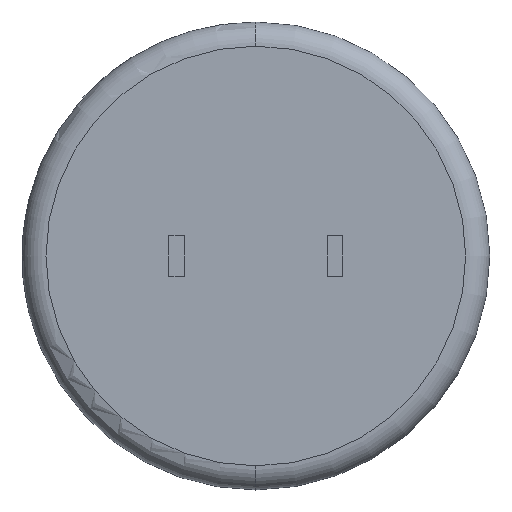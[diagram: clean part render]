
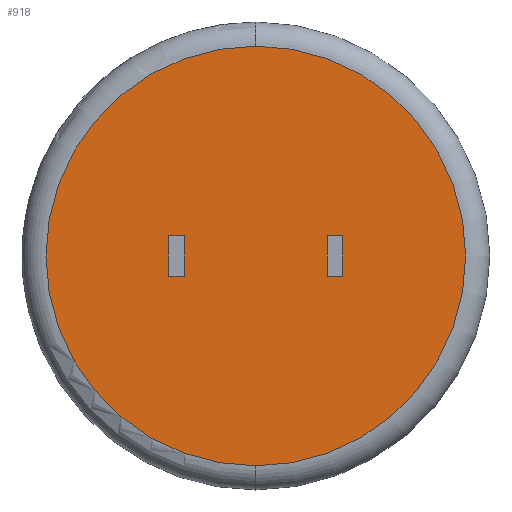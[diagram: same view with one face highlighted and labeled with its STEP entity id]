
A CAD part, front view. The second image highlights one B-rep face of the part: STEP entity #918.
In plain terms, the highlighted planar face has unit normal (0, -1, 0).
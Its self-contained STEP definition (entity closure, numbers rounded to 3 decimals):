
#20 = VECTOR ( 'NONE', #1095, 1000. ) ;
#36 = DIRECTION ( 'NONE',  ( 0., 0., 1. ) ) ;
#54 = DIRECTION ( 'NONE',  ( 1., 0., 0. ) ) ;
#125 = VERTEX_POINT ( 'NONE', #1613 ) ;
#194 = CARTESIAN_POINT ( 'NONE',  ( 2.29, 0., 0.65 ) ) ;
#208 = EDGE_LOOP ( 'NONE', ( #1245, #1227, #730, #2417 ) ) ;
#211 = LINE ( 'NONE', #976, #1667 ) ;
#214 = FACE_OUTER_BOUND ( 'NONE', #1201, .T. ) ;
#224 = DIRECTION ( 'NONE',  ( 0., 0., 1. ) ) ;
#294 = DIRECTION ( 'NONE',  ( 0., 0., 1. ) ) ;
#327 = DIRECTION ( 'NONE',  ( 0., -1., 0. ) ) ;
#432 = VECTOR ( 'NONE', #1023, 1000. ) ;
#443 = ORIENTED_EDGE ( 'NONE', *, *, #908, .F. ) ;
#470 = EDGE_CURVE ( 'NONE', #873, #488, #2509, .T. ) ;
#488 = VERTEX_POINT ( 'NONE', #2600 ) ;
#515 = ORIENTED_EDGE ( 'NONE', *, *, #2504, .F. ) ;
#557 = LINE ( 'NONE', #2424, #20 ) ;
#567 = CARTESIAN_POINT ( 'NONE',  ( -2.79, 0., -0.65 ) ) ;
#577 = ORIENTED_EDGE ( 'NONE', *, *, #1544, .F. ) ;
#579 = EDGE_CURVE ( 'NONE', #1188, #1954, #2276, .T. ) ;
#605 = CARTESIAN_POINT ( 'NONE',  ( 0., 0., 0. ) ) ;
#616 = PLANE ( 'NONE',  #2696 ) ;
#631 = ORIENTED_EDGE ( 'NONE', *, *, #1272, .T. ) ;
#645 = LINE ( 'NONE', #194, #1221 ) ;
#659 = DIRECTION ( 'NONE',  ( 0., -1., 0. ) ) ;
#722 = FACE_BOUND ( 'NONE', #208, .T. ) ;
#730 = ORIENTED_EDGE ( 'NONE', *, *, #579, .T. ) ;
#735 = DIRECTION ( 'NONE',  ( 0., 1., 0. ) ) ;
#755 = LINE ( 'NONE', #1263, #432 ) ;
#823 = DIRECTION ( 'NONE',  ( -1., 0., 0. ) ) ;
#868 = CARTESIAN_POINT ( 'NONE',  ( 0., 0., 0. ) ) ;
#873 = VERTEX_POINT ( 'NONE', #567 ) ;
#908 = EDGE_CURVE ( 'NONE', #2281, #125, #645, .T. ) ;
#918 = ADVANCED_FACE ( 'NONE', ( #214, #722, #1880 ), #616, .F. ) ;
#968 = VERTEX_POINT ( 'NONE', #2613 ) ;
#976 = CARTESIAN_POINT ( 'NONE',  ( 2.79, 0., 0. ) ) ;
#1023 = DIRECTION ( 'NONE',  ( 1., 0., 0. ) ) ;
#1038 = ORIENTED_EDGE ( 'NONE', *, *, #2312, .T. ) ;
#1043 = LINE ( 'NONE', #1897, #2701 ) ;
#1095 = DIRECTION ( 'NONE',  ( 1., 0., 0. ) ) ;
#1137 = EDGE_CURVE ( 'NONE', #488, #1188, #1404, .T. ) ;
#1188 = VERTEX_POINT ( 'NONE', #2206 ) ;
#1201 = EDGE_LOOP ( 'NONE', ( #631, #1038 ) ) ;
#1221 = VECTOR ( 'NONE', #823, 1000. ) ;
#1227 = ORIENTED_EDGE ( 'NONE', *, *, #1137, .T. ) ;
#1245 = ORIENTED_EDGE ( 'NONE', *, *, #470, .T. ) ;
#1263 = CARTESIAN_POINT ( 'NONE',  ( 2.29, 0., -0.65 ) ) ;
#1272 = EDGE_CURVE ( 'NONE', #2041, #2523, #2512, .T. ) ;
#1404 = LINE ( 'NONE', #2460, #2382 ) ;
#1405 = DIRECTION ( 'NONE',  ( 0., 0., 1. ) ) ;
#1415 = CARTESIAN_POINT ( 'NONE',  ( 0., 0., -6.726 ) ) ;
#1484 = ORIENTED_EDGE ( 'NONE', *, *, #2176, .F. ) ;
#1512 = AXIS2_PLACEMENT_3D ( 'NONE', #868, #659, #224 ) ;
#1534 = CARTESIAN_POINT ( 'NONE',  ( 2.79, 0., 0.65 ) ) ;
#1544 = EDGE_CURVE ( 'NONE', #125, #968, #1043, .T. ) ;
#1587 = CARTESIAN_POINT ( 'NONE',  ( -2.29, 0., 0.65 ) ) ;
#1613 = CARTESIAN_POINT ( 'NONE',  ( 2.29, 0., 0.65 ) ) ;
#1646 = EDGE_CURVE ( 'NONE', #873, #1954, #557, .T. ) ;
#1667 = VECTOR ( 'NONE', #2481, 1000. ) ;
#1709 = VECTOR ( 'NONE', #1981, 1000. ) ;
#1880 = FACE_BOUND ( 'NONE', #1883, .T. ) ;
#1883 = EDGE_LOOP ( 'NONE', ( #577, #443, #515, #1484 ) ) ;
#1897 = CARTESIAN_POINT ( 'NONE',  ( 2.29, 0., -0.65 ) ) ;
#1954 = VERTEX_POINT ( 'NONE', #2604 ) ;
#1981 = DIRECTION ( 'NONE',  ( 0., 0., -1. ) ) ;
#2041 = VERTEX_POINT ( 'NONE', #2517 ) ;
#2084 = VECTOR ( 'NONE', #36, 1000. ) ;
#2090 = CARTESIAN_POINT ( 'NONE',  ( 0., 0., 0. ) ) ;
#2160 = VERTEX_POINT ( 'NONE', #2329 ) ;
#2176 = EDGE_CURVE ( 'NONE', #968, #2160, #755, .T. ) ;
#2179 = CARTESIAN_POINT ( 'NONE',  ( -2.79, 0., 0. ) ) ;
#2206 = CARTESIAN_POINT ( 'NONE',  ( -2.29, 0., 0.65 ) ) ;
#2276 = LINE ( 'NONE', #1587, #1709 ) ;
#2281 = VERTEX_POINT ( 'NONE', #1534 ) ;
#2312 = EDGE_CURVE ( 'NONE', #2523, #2041, #2751, .T. ) ;
#2329 = CARTESIAN_POINT ( 'NONE',  ( 2.79, 0., -0.65 ) ) ;
#2353 = AXIS2_PLACEMENT_3D ( 'NONE', #2090, #327, #1405 ) ;
#2382 = VECTOR ( 'NONE', #54, 1000. ) ;
#2417 = ORIENTED_EDGE ( 'NONE', *, *, #1646, .F. ) ;
#2424 = CARTESIAN_POINT ( 'NONE',  ( -2.79, 0., -0.65 ) ) ;
#2460 = CARTESIAN_POINT ( 'NONE',  ( -2.79, 0., 0.65 ) ) ;
#2481 = DIRECTION ( 'NONE',  ( 0., 0., 1. ) ) ;
#2504 = EDGE_CURVE ( 'NONE', #2160, #2281, #211, .T. ) ;
#2509 = LINE ( 'NONE', #2179, #2084 ) ;
#2512 = CIRCLE ( 'NONE', #2353, 6.726 ) ;
#2517 = CARTESIAN_POINT ( 'NONE',  ( 0., 0., 6.726 ) ) ;
#2523 = VERTEX_POINT ( 'NONE', #1415 ) ;
#2600 = CARTESIAN_POINT ( 'NONE',  ( -2.79, 0., 0.65 ) ) ;
#2604 = CARTESIAN_POINT ( 'NONE',  ( -2.29, 0., -0.65 ) ) ;
#2613 = CARTESIAN_POINT ( 'NONE',  ( 2.29, 0., -0.65 ) ) ;
#2619 = DIRECTION ( 'NONE',  ( 0., 0., -1. ) ) ;
#2696 = AXIS2_PLACEMENT_3D ( 'NONE', #605, #735, #294 ) ;
#2701 = VECTOR ( 'NONE', #2619, 1000. ) ;
#2751 = CIRCLE ( 'NONE', #1512, 6.726 ) ;
